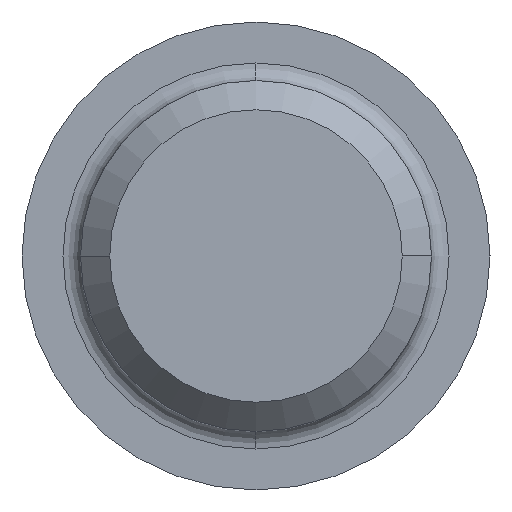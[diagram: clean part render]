
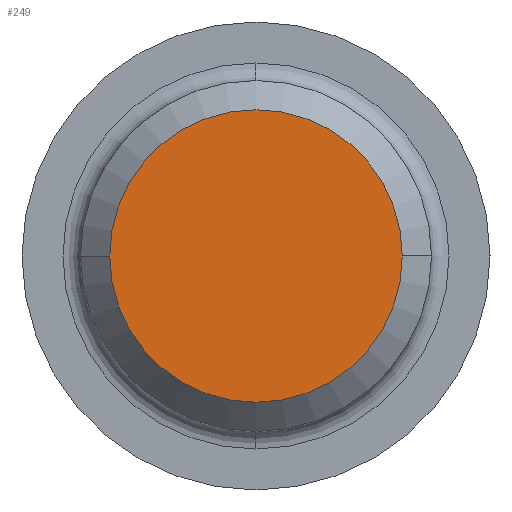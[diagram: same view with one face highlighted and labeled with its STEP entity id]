
A CAD part, left-side view. The second image highlights one B-rep face of the part: STEP entity #249.
In plain terms, the highlighted planar face has unit normal (-1, 0, 0).
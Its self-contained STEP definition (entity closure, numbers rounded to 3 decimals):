
#167 = EDGE_CURVE( '', #257, #251, #362, .T. );
#197 = EDGE_CURVE( '', #251, #257, #393, .T. );
#249 = ADVANCED_FACE( '', ( #451 ), #452, .T. );
#251 = VERTEX_POINT( '', #454 );
#257 = VERTEX_POINT( '', #460 );
#362 = CIRCLE( '', #579, 2.5 );
#393 = CIRCLE( '', #619, 2.5 );
#451 = FACE_OUTER_BOUND( '', #691, .T. );
#452 = PLANE( '', #692 );
#454 = CARTESIAN_POINT( '', ( 0., 2.5, 0. ) );
#460 = CARTESIAN_POINT( '', ( 0., -2.5, 0. ) );
#579 = AXIS2_PLACEMENT_3D( '', #834, #835, #836 );
#619 = AXIS2_PLACEMENT_3D( '', #857, #858, #859 );
#691 = EDGE_LOOP( '', ( #931, #932 ) );
#692 = AXIS2_PLACEMENT_3D( '', #933, #934, #935 );
#834 = CARTESIAN_POINT( '', ( 0., 0., 0. ) );
#835 = DIRECTION( '', ( -1., 0., 0. ) );
#836 = DIRECTION( '', ( 0., 1., 0. ) );
#857 = CARTESIAN_POINT( '', ( 0., 0., 0. ) );
#858 = DIRECTION( '', ( -1., 0., 0. ) );
#859 = DIRECTION( '', ( 0., 1., 0. ) );
#931 = ORIENTED_EDGE( '', *, *, #197, .T. );
#932 = ORIENTED_EDGE( '', *, *, #167, .T. );
#933 = CARTESIAN_POINT( '', ( 0., 1.25, 0. ) );
#934 = DIRECTION( '', ( -1., 0., 0. ) );
#935 = DIRECTION( '', ( 0., 1., 0. ) );
